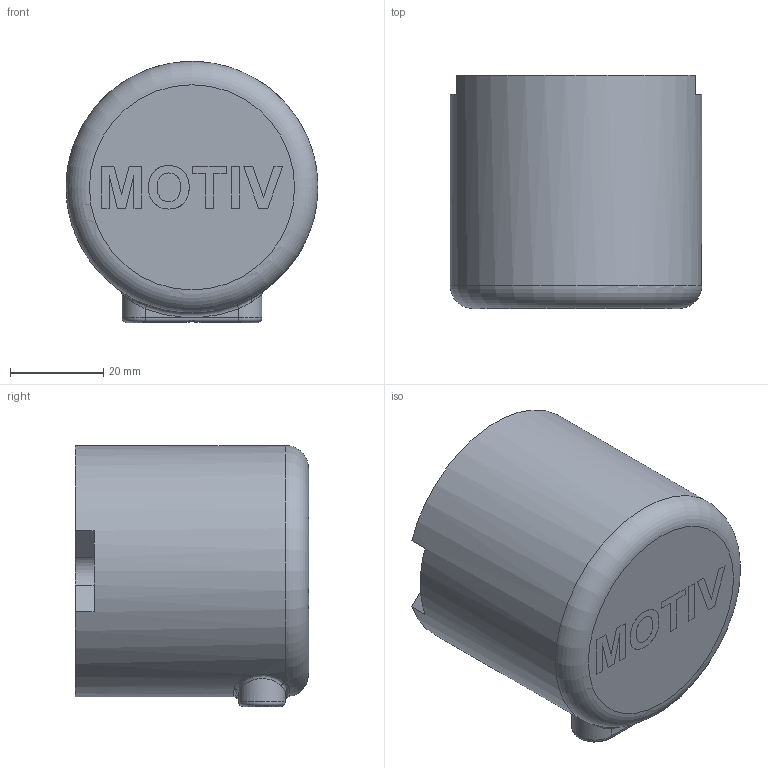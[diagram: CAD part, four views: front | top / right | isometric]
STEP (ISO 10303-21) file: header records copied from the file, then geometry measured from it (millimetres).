
FILE_DESCRIPTION(/* description */ (''),/* implementation_level */ '2;1');
FILE_NAME(/* name */ 'Motiv_Nozzle_Green.step',/* time_stamp */ '2024-01-19T11:37:04+01:00',/* author */ (''),/* organization */ (''),/* preprocessor_version */ 'ST-DEVELOPER v20',/* originating_system */ 'Autodesk Translation Framework v12.14.0.127',/* authorisation */ '');
FILE_SCHEMA (('AUTOMOTIVE_DESIGN { 1 0 10303 214 3 1 1 }'));
Length unit declared in the file: millimetre
Products named in the file (2): Nozzle; MotivText
Assembly tree (1 placements, depth 2):
  Nozzle
    MotivText
Bounding box: 54 x 50 x 56 mm (x, y, z)
Volume: 104648.8 mm3; surface area: 17634.6 mm2
Topology: 6 solids, 6 shells, 166 faces, 430 edges, 283 vertices
Faces by surface type: plane 98, bspline 49, cylinder 14, torus 5
Full cylindrical faces by diameter (mm): 3 x4, 8 x2, 54 x1
Entity records: 6305 total; most frequent: CARTESIAN_POINT 2451, ORIENTED_EDGE 860, DIRECTION 633, EDGE_CURVE 430, VERTEX_POINT 283, LINE 267, VECTOR 267, AXIS2_PLACEMENT_3D 183
